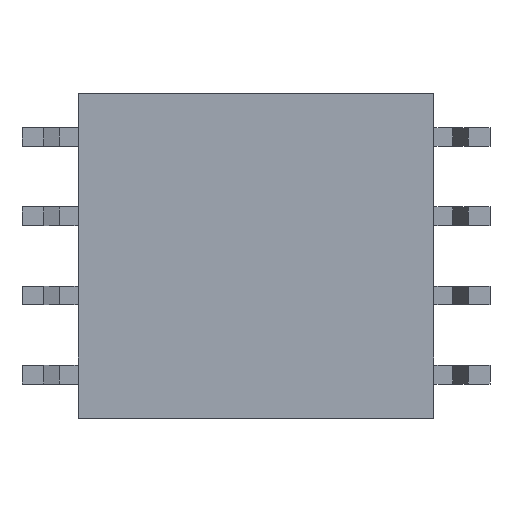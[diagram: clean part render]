
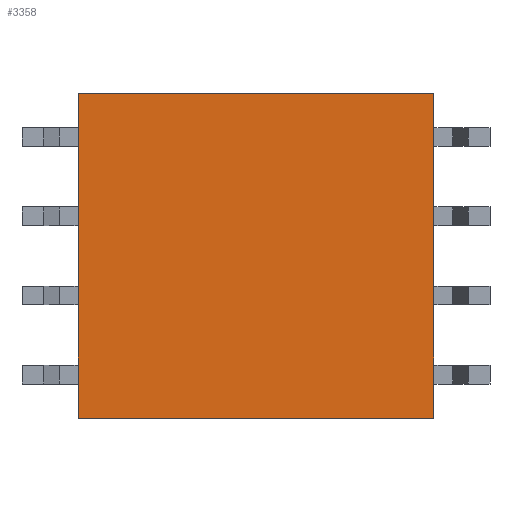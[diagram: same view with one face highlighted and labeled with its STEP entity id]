
A CAD part, top view. The second image highlights one B-rep face of the part: STEP entity #3358.
In plain terms, the highlighted planar face has unit normal (0, 0, 1).
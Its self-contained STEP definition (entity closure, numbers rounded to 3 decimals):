
#302 = DIRECTION ( 'NONE',  ( -1., 0., 0. ) ) ;
#382 = VECTOR ( 'NONE', #3132, 1000. ) ;
#437 = CARTESIAN_POINT ( 'NONE',  ( -6.4, -1.09, 1. ) ) ;
#566 = EDGE_CURVE ( 'NONE', #2290, #2938, #3166, .T. ) ;
#630 = VECTOR ( 'NONE', #1930, 1000. ) ;
#695 = CARTESIAN_POINT ( 'NONE',  ( -6.4, 9.31, 1. ) ) ;
#753 = EDGE_CURVE ( 'NONE', #3332, #2338, #1880, .T. ) ;
#917 = FACE_OUTER_BOUND ( 'NONE', #2931, .T. ) ;
#1029 = DIRECTION ( 'NONE',  ( 0., -1., 0. ) ) ;
#1130 = CARTESIAN_POINT ( 'NONE',  ( -6.4, 9.31, 1. ) ) ;
#1201 = LINE ( 'NONE', #1130, #2606 ) ;
#1303 = ORIENTED_EDGE ( 'NONE', *, *, #753, .F. ) ;
#1613 = DIRECTION ( 'NONE',  ( 0., -1., 0. ) ) ;
#1672 = DIRECTION ( 'NONE',  ( 0., 0., -1. ) ) ;
#1681 = CARTESIAN_POINT ( 'NONE',  ( -6.4, 9.31, 1. ) ) ;
#1780 = ORIENTED_EDGE ( 'NONE', *, *, #2183, .T. ) ;
#1816 = VECTOR ( 'NONE', #1029, 1000. ) ;
#1828 = EDGE_CURVE ( 'NONE', #2338, #2938, #2878, .T. ) ;
#1880 = LINE ( 'NONE', #2690, #630 ) ;
#1885 = CARTESIAN_POINT ( 'NONE',  ( 5., -1.09, 1. ) ) ;
#1930 = DIRECTION ( 'NONE',  ( 1., 0., 0. ) ) ;
#1946 = ORIENTED_EDGE ( 'NONE', *, *, #1828, .F. ) ;
#2183 = EDGE_CURVE ( 'NONE', #3332, #2290, #1201, .T. ) ;
#2277 = CARTESIAN_POINT ( 'NONE',  ( -6.4, -1.09, 1. ) ) ;
#2290 = VERTEX_POINT ( 'NONE', #437 ) ;
#2338 = VERTEX_POINT ( 'NONE', #2588 ) ;
#2433 = CARTESIAN_POINT ( 'NONE',  ( 5., 9.31, 1. ) ) ;
#2501 = PLANE ( 'NONE',  #2515 ) ;
#2515 = AXIS2_PLACEMENT_3D ( 'NONE', #1681, #1672, #302 ) ;
#2568 = ORIENTED_EDGE ( 'NONE', *, *, #566, .T. ) ;
#2588 = CARTESIAN_POINT ( 'NONE',  ( 5., 9.31, 1. ) ) ;
#2606 = VECTOR ( 'NONE', #1613, 1000. ) ;
#2690 = CARTESIAN_POINT ( 'NONE',  ( -6.4, 9.31, 1. ) ) ;
#2878 = LINE ( 'NONE', #2433, #1816 ) ;
#2931 = EDGE_LOOP ( 'NONE', ( #2568, #1946, #1303, #1780 ) ) ;
#2938 = VERTEX_POINT ( 'NONE', #1885 ) ;
#3132 = DIRECTION ( 'NONE',  ( 1., 0., 0. ) ) ;
#3166 = LINE ( 'NONE', #2277, #382 ) ;
#3332 = VERTEX_POINT ( 'NONE', #695 ) ;
#3358 = ADVANCED_FACE ( 'NONE', ( #917 ), #2501, .F. ) ;
